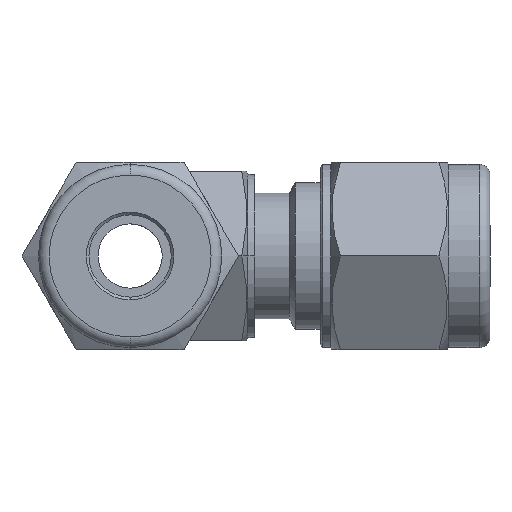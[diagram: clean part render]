
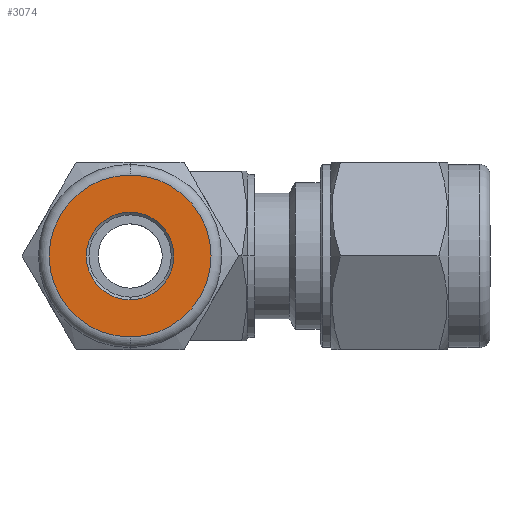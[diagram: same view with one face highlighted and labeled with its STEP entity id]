
A CAD part, left-side view. The second image highlights one B-rep face of the part: STEP entity #3074.
In plain terms, the highlighted planar face has unit normal (-1, 0, 0).
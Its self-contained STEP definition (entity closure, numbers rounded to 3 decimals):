
#2 = ORIENTED_EDGE ( 'NONE', *, *, #2626, .T. ) ;
#155 = ORIENTED_EDGE ( 'NONE', *, *, #2979, .F. ) ;
#474 = DIRECTION ( 'NONE',  ( -1., 0., 0. ) ) ;
#499 = VERTEX_POINT ( 'NONE', #1310 ) ;
#572 = AXIS2_PLACEMENT_3D ( 'NONE', #3163, #1306, #3464 ) ;
#669 = CARTESIAN_POINT ( 'NONE',  ( -26.905, 0., 0. ) ) ;
#717 = DIRECTION ( 'NONE',  ( 1., 0., 0. ) ) ;
#780 = CARTESIAN_POINT ( 'NONE',  ( -26.905, 0., -3.275 ) ) ;
#934 = AXIS2_PLACEMENT_3D ( 'NONE', #669, #2831, #972 ) ;
#972 = DIRECTION ( 'NONE',  ( 0., 0., 1. ) ) ;
#1006 = PLANE ( 'NONE',  #3195 ) ;
#1177 = CARTESIAN_POINT ( 'NONE',  ( -26.905, 0., 3.275 ) ) ;
#1245 = DIRECTION ( 'NONE',  ( -1., 0., 0. ) ) ;
#1306 = DIRECTION ( 'NONE',  ( -1., 0., 0. ) ) ;
#1310 = CARTESIAN_POINT ( 'NONE',  ( -26.905, 0., 6.05 ) ) ;
#1425 = CARTESIAN_POINT ( 'NONE',  ( -26.905, 0., -6.05 ) ) ;
#1681 = CIRCLE ( 'NONE', #3860, 6.05 ) ;
#1842 = CIRCLE ( 'NONE', #3378, 6.05 ) ;
#2027 = FACE_BOUND ( 'NONE', #3295, .T. ) ;
#2324 = CARTESIAN_POINT ( 'NONE',  ( -26.905, 0., 0. ) ) ;
#2387 = EDGE_LOOP ( 'NONE', ( #3487, #2 ) ) ;
#2505 = CIRCLE ( 'NONE', #572, 3.275 ) ;
#2569 = CARTESIAN_POINT ( 'NONE',  ( -26.905, 6.05, 0. ) ) ;
#2625 = DIRECTION ( 'NONE',  ( 0., 0., 1. ) ) ;
#2626 = EDGE_CURVE ( 'NONE', #3250, #499, #1842, .T. ) ;
#2718 = ORIENTED_EDGE ( 'NONE', *, *, #3495, .F. ) ;
#2831 = DIRECTION ( 'NONE',  ( -1., 0., 0. ) ) ;
#2875 = DIRECTION ( 'NONE',  ( 0., 0., -1. ) ) ;
#2945 = EDGE_CURVE ( 'NONE', #499, #3250, #1681, .T. ) ;
#2979 = EDGE_CURVE ( 'NONE', #3669, #3891, #3216, .T. ) ;
#3074 = ADVANCED_FACE ( 'NONE', ( #2027, #3537 ), #1006, .F. ) ;
#3106 = CARTESIAN_POINT ( 'NONE',  ( -26.905, 0., 0. ) ) ;
#3163 = CARTESIAN_POINT ( 'NONE',  ( -26.905, 0., 0. ) ) ;
#3195 = AXIS2_PLACEMENT_3D ( 'NONE', #2569, #717, #2875 ) ;
#3216 = CIRCLE ( 'NONE', #934, 3.275 ) ;
#3250 = VERTEX_POINT ( 'NONE', #1425 ) ;
#3295 = EDGE_LOOP ( 'NONE', ( #2718, #155 ) ) ;
#3378 = AXIS2_PLACEMENT_3D ( 'NONE', #2324, #474, #2625 ) ;
#3412 = DIRECTION ( 'NONE',  ( 0., 0., 1. ) ) ;
#3464 = DIRECTION ( 'NONE',  ( 0., 0., 1. ) ) ;
#3487 = ORIENTED_EDGE ( 'NONE', *, *, #2945, .T. ) ;
#3495 = EDGE_CURVE ( 'NONE', #3891, #3669, #2505, .T. ) ;
#3537 = FACE_OUTER_BOUND ( 'NONE', #2387, .T. ) ;
#3669 = VERTEX_POINT ( 'NONE', #780 ) ;
#3860 = AXIS2_PLACEMENT_3D ( 'NONE', #3106, #1245, #3412 ) ;
#3891 = VERTEX_POINT ( 'NONE', #1177 ) ;
